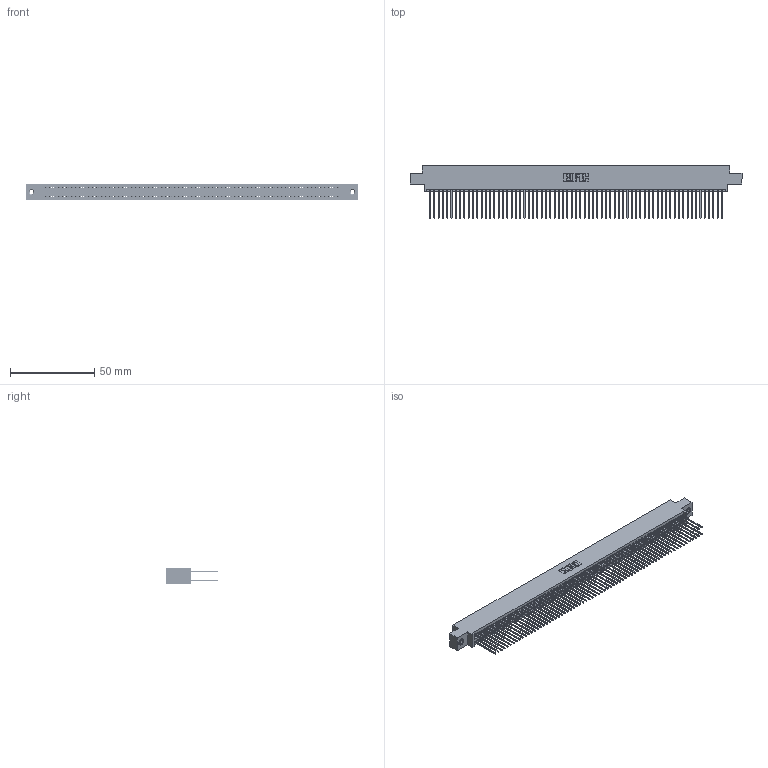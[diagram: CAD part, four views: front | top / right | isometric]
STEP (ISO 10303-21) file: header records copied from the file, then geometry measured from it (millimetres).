
FILE_DESCRIPTION (( 'STEP AP203' ), '1' );
FILE_NAME ('345-138-542-808.STEP', '2018-10-20T19:25:27', ( '' ), ( '' ), 'SwSTEP 2.0', 'SolidWorks 2016', '' );
FILE_SCHEMA (( 'CONFIG_CONTROL_DESIGN' ));
Length unit declared in the file: inch
Products named in the file (4): 345 Part_0.170 Offset - 0.156 Dia-TI; 345-138-542-808; 345-250-001_345-250-003-102; 345-292-001_345-293-142
Assembly tree (141 placements, depth 2):
  345-138-542-808
    345 Part_0.170 Offset - 0.156 Dia-TI
    345-292-001_345-293-142  x138
    345-250-001_345-250-003-102  x2
Bounding box: 196.47 x 31.29 x 9.4 mm (x, y, z)
Volume: 19859.2 mm3; surface area: 33041.4 mm2
Topology: 141 solids, 141 shells, 7090 faces, 21051 edges, 13842 vertices
Faces by surface type: plane 4670, cylinder 2404, cone 12, torus 4
Entity records: 51840 total; most frequent: CARTESIAN_POINT 8647, ORIENTED_EDGE 8574, DIRECTION 7617, EDGE_CURVE 4287, VECTOR 3859, LINE 3859, VERTEX_POINT 2852, AXIS2_PLACEMENT_3D 1879
